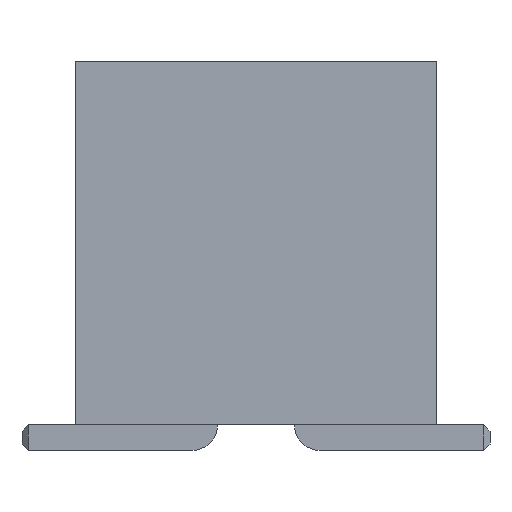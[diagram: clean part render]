
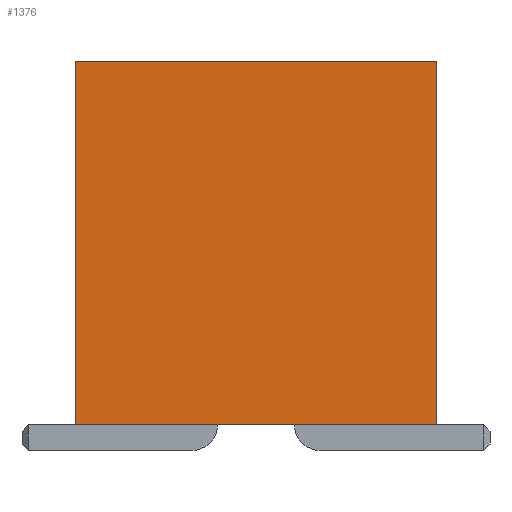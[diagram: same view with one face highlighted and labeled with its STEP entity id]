
A CAD part, front view. The second image highlights one B-rep face of the part: STEP entity #1376.
In plain terms, the highlighted planar face has unit normal (0, -1, 0).
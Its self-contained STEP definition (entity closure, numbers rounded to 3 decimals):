
#24 = VERTEX_POINT('',#25);
#25 = CARTESIAN_POINT('',(-4.475,-41.91,9.64));
#31 = EDGE_CURVE('',#24,#32,#34,.T.);
#32 = VERTEX_POINT('',#33);
#33 = CARTESIAN_POINT('',(4.475,-41.91,9.64));
#34 = LINE('',#35,#36);
#35 = CARTESIAN_POINT('',(-4.475,-41.91,9.64));
#36 = VECTOR('',#37,1.);
#37 = DIRECTION('',(1.,0.,0.));
#165 = EDGE_CURVE('',#166,#24,#168,.T.);
#166 = VERTEX_POINT('',#167);
#167 = CARTESIAN_POINT('',(-4.475,-41.91,0.64));
#168 = LINE('',#169,#170);
#169 = CARTESIAN_POINT('',(-4.475,-41.91,0.64));
#170 = VECTOR('',#171,1.);
#171 = DIRECTION('',(0.,0.,1.));
#876 = EDGE_CURVE('',#877,#32,#879,.T.);
#877 = VERTEX_POINT('',#878);
#878 = CARTESIAN_POINT('',(4.475,-41.91,0.64));
#879 = LINE('',#880,#881);
#880 = CARTESIAN_POINT('',(4.475,-41.91,0.64));
#881 = VECTOR('',#882,1.);
#882 = DIRECTION('',(0.,0.,1.));
#1376 = ADVANCED_FACE('',(#1377),#1388,.F.);
#1377 = FACE_BOUND('',#1378,.T.);
#1378 = EDGE_LOOP('',(#1379,#1380,#1386,#1387));
#1379 = ORIENTED_EDGE('',*,*,#165,.F.);
#1380 = ORIENTED_EDGE('',*,*,#1381,.T.);
#1381 = EDGE_CURVE('',#166,#877,#1382,.T.);
#1382 = LINE('',#1383,#1384);
#1383 = CARTESIAN_POINT('',(-4.475,-41.91,0.64));
#1384 = VECTOR('',#1385,1.);
#1385 = DIRECTION('',(1.,0.,0.));
#1386 = ORIENTED_EDGE('',*,*,#876,.T.);
#1387 = ORIENTED_EDGE('',*,*,#31,.F.);
#1388 = PLANE('',#1389);
#1389 = AXIS2_PLACEMENT_3D('',#1390,#1391,#1392);
#1390 = CARTESIAN_POINT('',(-4.475,-41.91,0.64));
#1391 = DIRECTION('',(0.,1.,0.));
#1392 = DIRECTION('',(1.,0.,0.));
